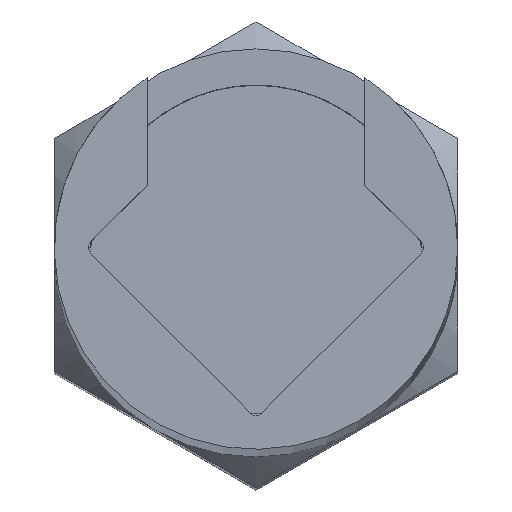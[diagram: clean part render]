
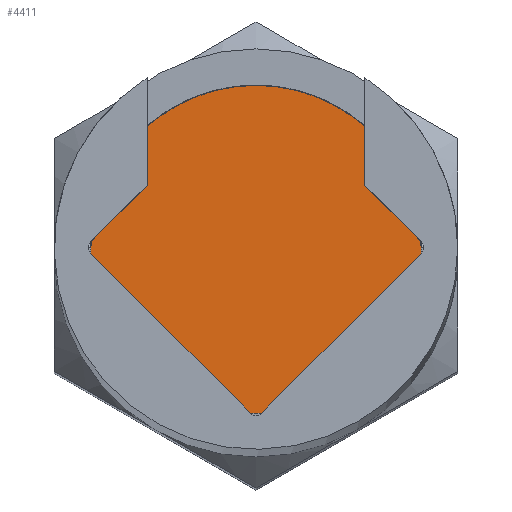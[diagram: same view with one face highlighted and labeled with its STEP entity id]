
A CAD part, top view. The second image highlights one B-rep face of the part: STEP entity #4411.
In plain terms, the highlighted planar face has unit normal (0, 0, 1).
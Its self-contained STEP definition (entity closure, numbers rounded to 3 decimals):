
#2346 = ORIENTED_EDGE ( 'NONE', *, *, #8220, .F. ) ;
#3334 = CARTESIAN_POINT ( 'NONE',  ( -2.05, 0.001, -22.01 ) ) ;
#4016 = CIRCLE ( 'NONE', #4342, 2.05 ) ;
#4342 = AXIS2_PLACEMENT_3D ( 'NONE', #4628, #10220, #7059 ) ;
#4411 = ADVANCED_FACE ( 'NONE', ( #6441 ), #8900, .F. ) ;
#4554 = DIRECTION ( 'NONE',  ( 0., 0., -1. ) ) ;
#4628 = CARTESIAN_POINT ( 'NONE',  ( 0., 0.001, -22.01 ) ) ;
#4710 = EDGE_LOOP ( 'NONE', ( #2346 ) ) ;
#5713 = AXIS2_PLACEMENT_3D ( 'NONE', #8416, #4554, #10101 ) ;
#6441 = FACE_OUTER_BOUND ( 'NONE', #4710, .T. ) ;
#7059 = DIRECTION ( 'NONE',  ( -1., 0., 0. ) ) ;
#7324 = VERTEX_POINT ( 'NONE', #3334 ) ;
#8220 = EDGE_CURVE ( 'NONE', #7324, #7324, #4016, .T. ) ;
#8416 = CARTESIAN_POINT ( 'NONE',  ( 0., 0.001, -22.01 ) ) ;
#8900 = PLANE ( 'NONE',  #5713 ) ;
#10101 = DIRECTION ( 'NONE',  ( -1., 0., 0. ) ) ;
#10220 = DIRECTION ( 'NONE',  ( 0., 0., -1. ) ) ;
